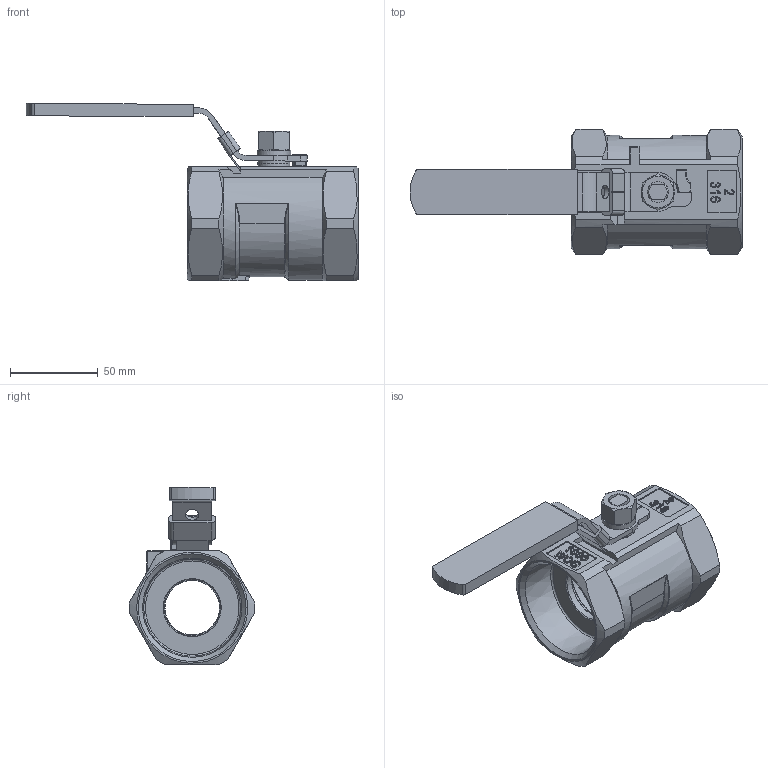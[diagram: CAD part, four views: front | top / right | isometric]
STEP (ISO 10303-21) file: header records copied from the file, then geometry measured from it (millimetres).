
FILE_DESCRIPTION(('STEP AP214'),'1');
FILE_NAME('1PC 2.stp','2023-11-20T05:47:34',(' '),(' '),'Spatial InterOp 3D',' ',' ');
FILE_SCHEMA(('AUTOMOTIVE_DESIGN { 1 0 10303 214 1 1 1 1 }'));
Length unit declared in the file: millimetre
Products named in the file (13): 阀体; 侧塞; 阀杆; 小片; 中片; 钢垫; 手柄; 螺母 ： 标准 - M12.0 x 10.8; 垫圈 ： 单圈弹簧 - M12.0 x 3.1; 手柄套; 锁片
Assembly tree (12 placements, depth 2):
  (unnamed)
    阀体
    侧塞
    阀杆
    小片
    中片
    钢垫
    手柄
    螺母 ： 标准 - M12.0 x 10.8
    垫圈 ： 单圈弹簧 - M12.0 x 3.1
    手柄套
    钢垫
    锁片
Bounding box: 188.71 x 71.5 x 100.63 mm (x, y, z)
Volume: 151766.1 mm3; surface area: 74737.8 mm2
Topology: 12 solids, 12 shells, 858 faces, 2361 edges, 1546 vertices
Faces by surface type: plane 696, cylinder 90, cone 36, torus 17, bspline 16, sphere 3
Full cylindrical faces by diameter (mm): 7.5 x1, 12 x4, 12.3 x2, 15.5 x1, 16 x1, 18.3 x3, 31 x1, 32 x1, 42.4 x1, 52 x1, 55.5 x1, 58 x1
Entity records: 35142 total; most frequent: CARTESIAN_POINT 6486, ORIENTED_EDGE 4622, DIRECTION 4120, EDGE_CURVE 2311, LINE 1946, VECTOR 1946, VERTEX_POINT 1539, AXIS2_PLACEMENT_3D 1087
